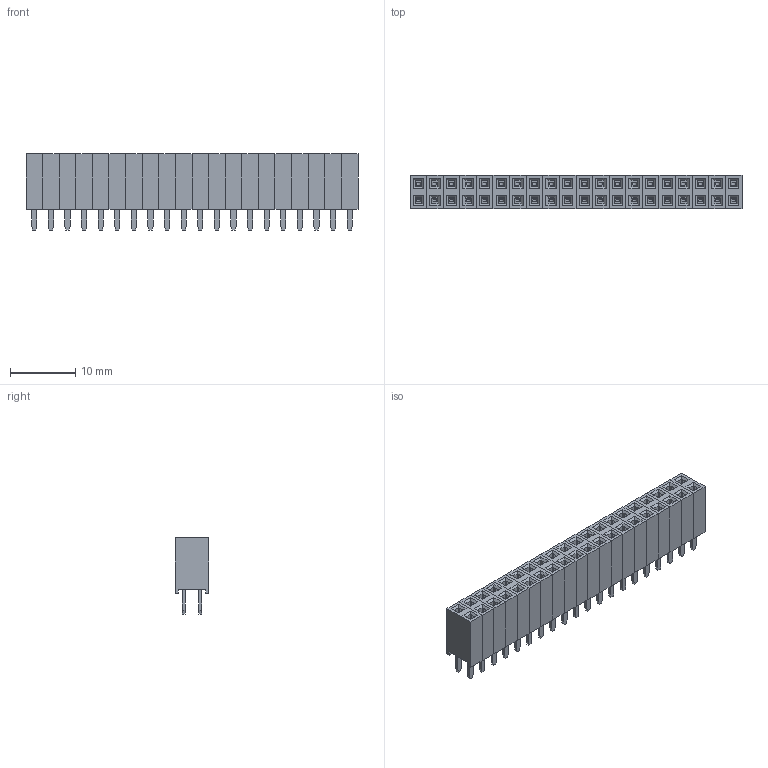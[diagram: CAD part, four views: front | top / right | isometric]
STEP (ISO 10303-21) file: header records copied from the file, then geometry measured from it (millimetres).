
FILE_DESCRIPTION(/* description */ (''),/* implementation_level */ '2;1');
FILE_NAME(/* name */ 'Header THT female 2x20.step',/* time_stamp */ '2019-04-08T11:36:08+02:00',/* author */ (''),/* organization */ (''),/* preprocessor_version */ 'ST-DEVELOPER v17.2',/* originating_system */ 'Autodesk Translation Framework v7.6.0.251',/* authorisation */ '');
FILE_SCHEMA (('AUTOMOTIVE_DESIGN { 1 0 10303 214 3 1 1 }'));
Length unit declared in the file: millimetre
Products named in the file (1): (Nicht gespeichert)
Bounding box: 50.8 x 5.08 x 11.7 mm (x, y, z)
Volume: 1800.3 mm3; surface area: 5983.7 mm2
Topology: 20 solids, 20 shells, 1720 faces, 4880 edges, 3200 vertices
Faces by surface type: plane 1680, cylinder 40
Entity records: 56559 total; most frequent: CARTESIAN_POINT 9801, ORIENTED_EDGE 9760, DIRECTION 8402, EDGE_CURVE 4880, LINE 4800, VECTOR 4800, VERTEX_POINT 3200, EDGE_LOOP 1880
